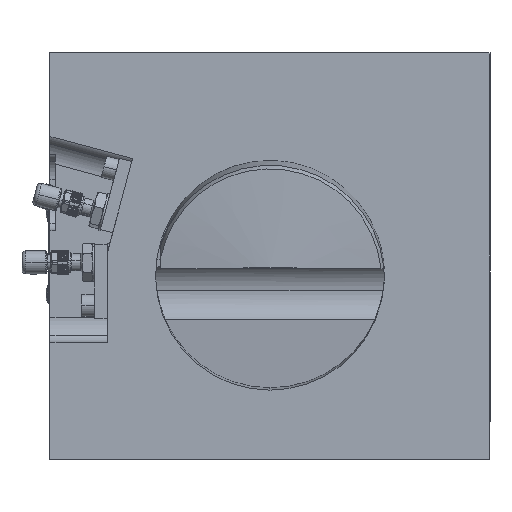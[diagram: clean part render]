
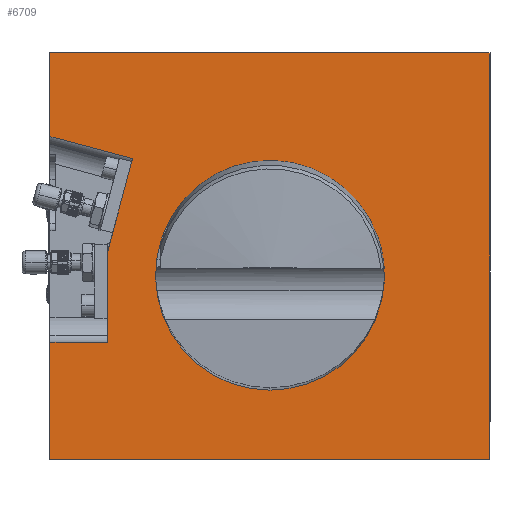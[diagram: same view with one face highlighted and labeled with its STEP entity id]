
A CAD part, left-side view. The second image highlights one B-rep face of the part: STEP entity #6709.
In plain terms, the highlighted planar face has unit normal (-1, 0, 0).
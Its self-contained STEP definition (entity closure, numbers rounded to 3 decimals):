
#6709=ADVANCED_FACE('',(#13643,#13644),#13645,.T.);
#13643=FACE_BOUND('',#20994,.T.);
#13644=FACE_OUTER_BOUND('',#20995,.T.);
#13645=PLANE('',#20996);
#20994=EDGE_LOOP('',(#40974,#40975,#40976));
#20995=EDGE_LOOP('',(#40977,#40978,#40979,#40980,#40981,#40982,#40983,#40984,#40985));
#20996=AXIS2_PLACEMENT_3D('',#40986,#40987,#40988);
#40974=ORIENTED_EDGE('',*,*,#49633,.T.);
#40975=ORIENTED_EDGE('',*,*,#46905,.T.);
#40976=ORIENTED_EDGE('',*,*,#49631,.T.);
#40977=ORIENTED_EDGE('',*,*,#49629,.T.);
#40978=ORIENTED_EDGE('',*,*,#49626,.T.);
#40979=ORIENTED_EDGE('',*,*,#49622,.T.);
#40980=ORIENTED_EDGE('',*,*,#49663,.T.);
#40981=ORIENTED_EDGE('',*,*,#49665,.F.);
#40982=ORIENTED_EDGE('',*,*,#49666,.T.);
#40983=ORIENTED_EDGE('',*,*,#49646,.T.);
#40984=ORIENTED_EDGE('',*,*,#49660,.F.);
#40985=ORIENTED_EDGE('',*,*,#49618,.T.);
#40986=CARTESIAN_POINT('',(0.,86.5,-0.27));
#40987=DIRECTION('',(-1.0,0.,0.0));
#40988=DIRECTION('',(0.,-1.0,0.0));
#46905=EDGE_CURVE('',#57080,#57104,#57106,.T.);
#49618=EDGE_CURVE('',#61099,#61097,#61100,.T.);
#49622=EDGE_CURVE('',#61105,#61103,#61106,.T.);
#49626=EDGE_CURVE('',#61110,#61105,#61111,.T.);
#49629=EDGE_CURVE('',#61097,#61110,#61114,.T.);
#49631=EDGE_CURVE('',#57104,#57358,#61116,.T.);
#49633=EDGE_CURVE('',#57358,#57080,#61118,.T.);
#49646=EDGE_CURVE('',#61138,#61136,#61139,.T.);
#49660=EDGE_CURVE('',#61099,#61136,#61155,.T.);
#49663=EDGE_CURVE('',#61103,#61158,#61160,.T.);
#49665=EDGE_CURVE('',#61162,#61158,#61163,.T.);
#49666=EDGE_CURVE('',#61162,#61138,#61164,.T.);
#57080=VERTEX_POINT('',#76110);
#57104=VERTEX_POINT('',#76228);
#57106=ELLIPSE('',#76231,45.172,45.0);
#57358=VERTEX_POINT('',#76533);
#61097=VERTEX_POINT('',#82396);
#61099=VERTEX_POINT('',#82399);
#61100=LINE('',#82400,#82401);
#61103=VERTEX_POINT('',#82405);
#61105=VERTEX_POINT('',#82408);
#61106=LINE('',#82409,#82410);
#61110=VERTEX_POINT('',#82416);
#61111=LINE('',#82417,#82418);
#61114=LINE('',#82422,#82423);
#61116=ELLIPSE('',#82425,45.172,45.0);
#61118=ELLIPSE('',#82427,45.172,45.0);
#61136=VERTEX_POINT('',#82453);
#61138=VERTEX_POINT('',#82456);
#61139=LINE('',#82457,#82458);
#61155=LINE('',#82481,#82482);
#61158=VERTEX_POINT('',#82486);
#61160=LINE('',#82489,#82490);
#61162=VERTEX_POINT('',#82492);
#61163=LINE('',#82493,#82494);
#61164=LINE('',#82495,#82496);
#76110=CARTESIAN_POINT('',(0.,86.5,11.989));
#76228=CARTESIAN_POINT('',(0.,124.601,81.196));
#76231=AXIS2_PLACEMENT_3D('',#88339,#88340,#88341);
#76533=CARTESIAN_POINT('',(0.,41.837,62.675));
#82396=CARTESIAN_POINT('',(0.,140.521,103.024));
#82399=CARTESIAN_POINT('',(0.,173.0,111.726));
#82400=CARTESIAN_POINT('',(0.,100.67,92.345));
#82401=VECTOR('',#91063,1.0);
#82405=CARTESIAN_POINT('',(0.,173.0,30.727));
#82408=CARTESIAN_POINT('',(0.,150.5,30.727));
#82409=CARTESIAN_POINT('',(0.,129.75,30.727));
#82410=VECTOR('',#91066,1.0);
#82416=CARTESIAN_POINT('',(0.,150.5,65.783));
#82417=CARTESIAN_POINT('',(0.,150.5,31.134));
#82418=VECTOR('',#91069,1.0);
#82422=CARTESIAN_POINT('',(0.,154.227,51.872));
#82423=VECTOR('',#91071,1.);
#82425=AXIS2_PLACEMENT_3D('',#91072,#91073,#91074);
#82427=AXIS2_PLACEMENT_3D('',#91075,#91076,#91077);
#82453=CARTESIAN_POINT('',(0.,173.0,144.73));
#82456=CARTESIAN_POINT('',(0.,0.,144.73));
#82457=CARTESIAN_POINT('',(0.,173.0,144.73));
#82458=VECTOR('',#91087,1.0);
#82481=CARTESIAN_POINT('',(0.,173.0,-0.27));
#82482=VECTOR('',#91101,1.0);
#82486=CARTESIAN_POINT('',(0.,173.0,-15.27));
#82489=CARTESIAN_POINT('',(0.,173.0,-7.77));
#82490=VECTOR('',#91104,1.);
#82492=CARTESIAN_POINT('',(0.,0.,-15.27));
#82493=CARTESIAN_POINT('',(0.,86.5,-15.27));
#82494=VECTOR('',#91105,1.);
#82495=CARTESIAN_POINT('',(0.,0.,-0.27));
#82496=VECTOR('',#91106,1.0);
#88339=CARTESIAN_POINT('',(0.,86.5,57.161));
#88340=DIRECTION('',(1.0,0.,0.0));
#88341=DIRECTION('',(0.,0.,1.0));
#91063=DIRECTION('',(0.,-0.966,-0.259));
#91066=DIRECTION('',(0.,1.0,0.0));
#91069=DIRECTION('',(0.0,0.0,-1.0));
#91071=DIRECTION('',(0.,0.259,-0.966));
#91072=CARTESIAN_POINT('',(0.,86.5,57.161));
#91073=DIRECTION('',(1.0,0.,0.0));
#91074=DIRECTION('',(0.,0.,1.0));
#91075=CARTESIAN_POINT('',(0.,86.5,57.161));
#91076=DIRECTION('',(1.0,0.,0.0));
#91077=DIRECTION('',(0.,0.,1.0));
#91087=DIRECTION('',(0.,1.0,0.0));
#91101=DIRECTION('',(0.0,0.0,1.0));
#91104=DIRECTION('',(0.,0.,-1.0));
#91105=DIRECTION('',(0.,1.0,0.));
#91106=DIRECTION('',(0.0,0.0,1.0));
